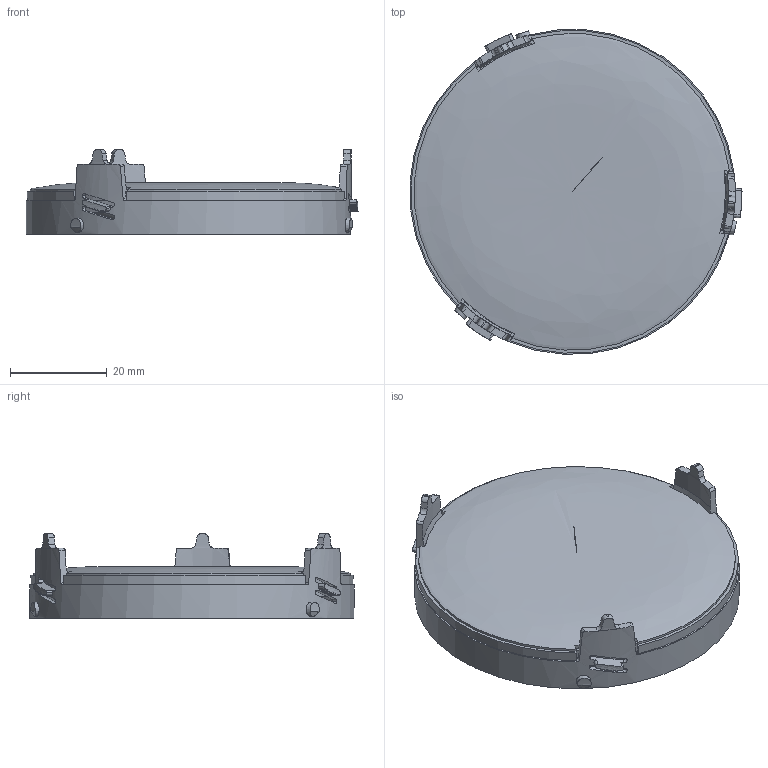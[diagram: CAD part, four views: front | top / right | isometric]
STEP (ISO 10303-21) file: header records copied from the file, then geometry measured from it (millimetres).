
FILE_DESCRIPTION(('STEP AP203'),'1');
FILE_NAME('SET UFO 67 Z.stp','2021-03-03T10:09:48',(' '),(' '),'Spatial InterOp 3D',' ',' ');
FILE_SCHEMA(('CONFIG_CONTROL_DESIGN'));
Length unit declared in the file: millimetre
Products named in the file (3): SET UFO 67; UFO ZOOM PMMA 67; HOLDER UFO ZOOM 67
Assembly tree (2 placements, depth 2):
  SET UFO 67
    UFO ZOOM PMMA 67
    HOLDER UFO ZOOM 67
Bounding box: 68.5 x 66.96 x 17.49 mm (x, y, z)
Volume: 32782.5 mm3; surface area: 12976.4 mm2
Topology: 2 solids, 2 shells, 407 faces, 1181 edges, 790 vertices
Faces by surface type: extrusion 135, plane 123, cylinder 114, cone 32, revolution 2, sphere 1
Full cylindrical faces by diameter (mm): 64 x1
Entity records: 16930 total; most frequent: CARTESIAN_POINT 7074, ORIENTED_EDGE 2322, DIRECTION 1418, EDGE_CURVE 1161, VERTEX_POINT 782, B_SPLINE_CURVE_WITH_KNOTS 741, VECTOR 514, AXIS2_PLACEMENT_3D 451
